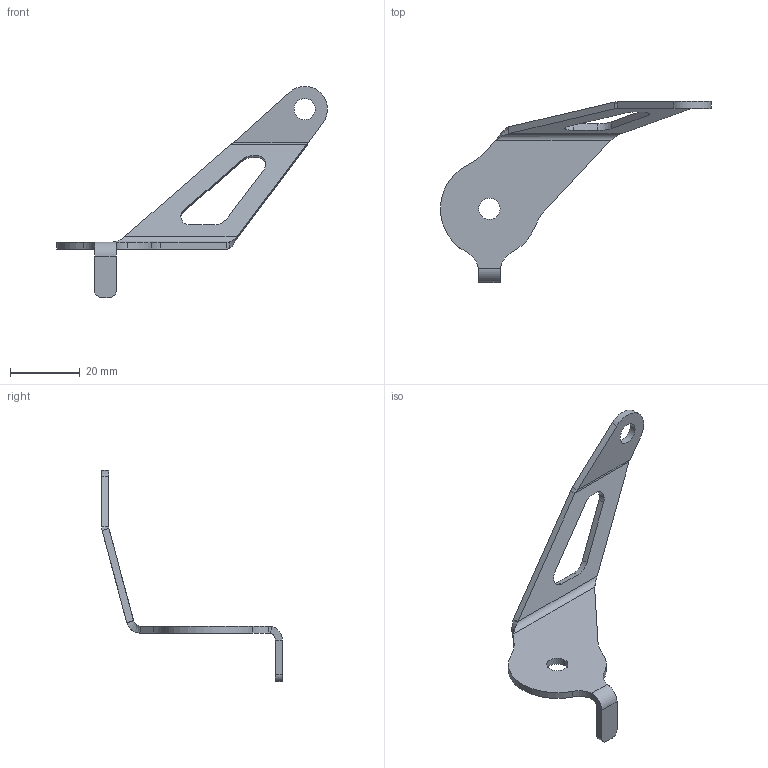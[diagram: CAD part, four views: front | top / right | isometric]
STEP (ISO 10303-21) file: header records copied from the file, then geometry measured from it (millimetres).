
FILE_DESCRIPTION (( 'STEP AP214' ), '1' );
FILE_NAME ('headlight_leveling_bracket.STEP', '2023-01-04T18:11:05', ( 'Lenovo' ), ( '' ), 'SwSTEP 2.0', 'SolidWorks 2018', '' );
FILE_SCHEMA (( 'AUTOMOTIVE_DESIGN' ));
Length unit declared in the file: millimetre
Products named in the file (1): headlight_leveling_bracket
Bounding box: 77.47 x 51.66 x 60.34 mm (x, y, z)
Volume: 3897.6 mm3; surface area: 4647.8 mm2
Topology: 1 solids, 1 shells, 56 faces, 138 edges, 84 vertices
Faces by surface type: cylinder 25, plane 24, bspline 7
Entity records: 1749 total; most frequent: CARTESIAN_POINT 425, ORIENTED_EDGE 276, DIRECTION 253, EDGE_CURVE 138, AXIS2_PLACEMENT_3D 92, VERTEX_POINT 84, VECTOR 69, LINE 69
